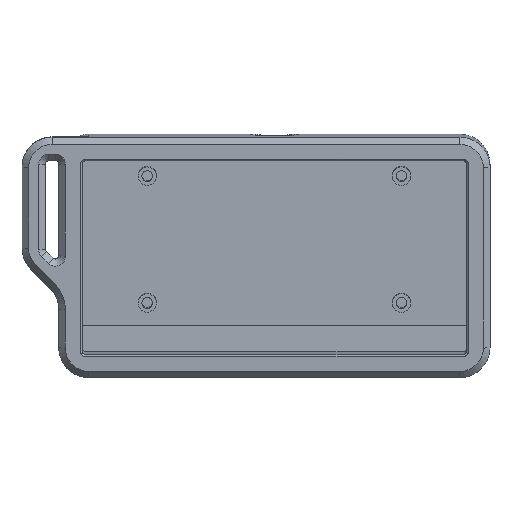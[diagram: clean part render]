
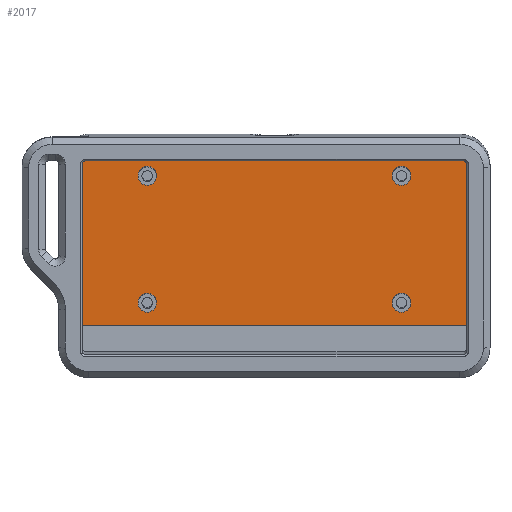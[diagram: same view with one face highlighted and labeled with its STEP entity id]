
A CAD part, top view. The second image highlights one B-rep face of the part: STEP entity #2017.
In plain terms, the highlighted planar face has unit normal (0, -0.052, 0.999).
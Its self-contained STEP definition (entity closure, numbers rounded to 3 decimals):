
#82=FACE_BOUND('',#315,.T.);
#83=FACE_BOUND('',#316,.T.);
#84=FACE_BOUND('',#317,.T.);
#85=FACE_BOUND('',#318,.T.);
#104=PLANE('',#2192);
#182=FACE_OUTER_BOUND('',#314,.T.);
#314=EDGE_LOOP('',(#1478,#1479,#1480,#1481,#1482,#1483,#1484,#1485,#1486,
#1487));
#315=EDGE_LOOP('',(#1488));
#316=EDGE_LOOP('',(#1489));
#317=EDGE_LOOP('',(#1490));
#318=EDGE_LOOP('',(#1491));
#449=LINE('',#3085,#639);
#452=LINE('',#3095,#642);
#453=LINE('',#3097,#643);
#454=LINE('',#3101,#644);
#455=LINE('',#3103,#645);
#456=LINE('',#3105,#646);
#457=LINE('',#3109,#647);
#458=LINE('',#3110,#648);
#639=VECTOR('',#2495,10.);
#642=VECTOR('',#2504,10.);
#643=VECTOR('',#2505,10.);
#644=VECTOR('',#2508,10.);
#645=VECTOR('',#2509,10.);
#646=VECTOR('',#2510,10.);
#647=VECTOR('',#2513,10.);
#648=VECTOR('',#2514,10.);
#803=CIRCLE('',#2143,2.75);
#805=CIRCLE('',#2147,2.75);
#807=CIRCLE('',#2151,2.75);
#809=CIRCLE('',#2155,2.75);
#827=CIRCLE('',#2193,1.);
#828=CIRCLE('',#2194,1.);
#884=VERTEX_POINT('',#2963);
#886=VERTEX_POINT('',#2970);
#888=VERTEX_POINT('',#2977);
#890=VERTEX_POINT('',#2984);
#921=VERTEX_POINT('',#3082);
#922=VERTEX_POINT('',#3084);
#926=VERTEX_POINT('',#3094);
#927=VERTEX_POINT('',#3096);
#928=VERTEX_POINT('',#3098);
#929=VERTEX_POINT('',#3100);
#930=VERTEX_POINT('',#3102);
#931=VERTEX_POINT('',#3104);
#932=VERTEX_POINT('',#3106);
#933=VERTEX_POINT('',#3108);
#1069=EDGE_CURVE('',#884,#884,#803,.T.);
#1072=EDGE_CURVE('',#886,#886,#805,.T.);
#1075=EDGE_CURVE('',#888,#888,#807,.T.);
#1078=EDGE_CURVE('',#890,#890,#809,.T.);
#1125=EDGE_CURVE('',#922,#921,#449,.T.);
#1130=EDGE_CURVE('',#926,#921,#452,.T.);
#1131=EDGE_CURVE('',#926,#927,#453,.T.);
#1132=EDGE_CURVE('',#927,#928,#827,.T.);
#1133=EDGE_CURVE('',#928,#929,#454,.T.);
#1134=EDGE_CURVE('',#929,#930,#455,.T.);
#1135=EDGE_CURVE('',#930,#931,#456,.T.);
#1136=EDGE_CURVE('',#931,#932,#828,.T.);
#1137=EDGE_CURVE('',#932,#933,#457,.T.);
#1138=EDGE_CURVE('',#933,#922,#458,.T.);
#1478=ORIENTED_EDGE('',*,*,#1125,.T.);
#1479=ORIENTED_EDGE('',*,*,#1130,.F.);
#1480=ORIENTED_EDGE('',*,*,#1131,.T.);
#1481=ORIENTED_EDGE('',*,*,#1132,.T.);
#1482=ORIENTED_EDGE('',*,*,#1133,.T.);
#1483=ORIENTED_EDGE('',*,*,#1134,.T.);
#1484=ORIENTED_EDGE('',*,*,#1135,.T.);
#1485=ORIENTED_EDGE('',*,*,#1136,.T.);
#1486=ORIENTED_EDGE('',*,*,#1137,.T.);
#1487=ORIENTED_EDGE('',*,*,#1138,.T.);
#1488=ORIENTED_EDGE('',*,*,#1069,.T.);
#1489=ORIENTED_EDGE('',*,*,#1072,.T.);
#1490=ORIENTED_EDGE('',*,*,#1075,.T.);
#1491=ORIENTED_EDGE('',*,*,#1078,.T.);
#2017=ADVANCED_FACE('',(#182,#82,#83,#84,#85),#104,.F.);
#2143=AXIS2_PLACEMENT_3D('',#2964,#2371,#2372);
#2147=AXIS2_PLACEMENT_3D('',#2971,#2380,#2381);
#2151=AXIS2_PLACEMENT_3D('',#2978,#2389,#2390);
#2155=AXIS2_PLACEMENT_3D('',#2985,#2398,#2399);
#2192=AXIS2_PLACEMENT_3D('',#3093,#2502,#2503);
#2193=AXIS2_PLACEMENT_3D('',#3099,#2506,#2507);
#2194=AXIS2_PLACEMENT_3D('',#3107,#2511,#2512);
#2371=DIRECTION('center_axis',(0.,0.052,
-0.999));
#2372=DIRECTION('ref_axis',(1.,0.,0.));
#2380=DIRECTION('center_axis',(0.,0.052,
-0.999));
#2381=DIRECTION('ref_axis',(1.,0.,0.));
#2389=DIRECTION('center_axis',(0.,0.052,
-0.999));
#2390=DIRECTION('ref_axis',(1.,0.,0.));
#2398=DIRECTION('center_axis',(0.,0.052,
-0.999));
#2399=DIRECTION('ref_axis',(1.,0.,0.));
#2495=DIRECTION('',(-1.,0.,0.));
#2502=DIRECTION('center_axis',(0.,0.052,
-0.999));
#2503=DIRECTION('ref_axis',(1.,0.,0.));
#2504=DIRECTION('',(0.,0.999,0.052));
#2505=DIRECTION('',(-1.,0.,0.));
#2506=DIRECTION('center_axis',(0.,-0.052,
0.999));
#2507=DIRECTION('ref_axis',(-0.707,0.706,0.037));
#2508=DIRECTION('',(0.,-0.999,-0.052));
#2509=DIRECTION('',(1.,0.,0.));
#2510=DIRECTION('',(0.,0.999,0.052));
#2511=DIRECTION('center_axis',(0.,-0.052,
0.999));
#2512=DIRECTION('ref_axis',(0.707,0.706,0.037));
#2513=DIRECTION('',(-1.,0.,0.));
#2514=DIRECTION('',(0.,0.999,0.052));
#2963=CARTESIAN_POINT('',(16.3,14.244,-2.425));
#2964=CARTESIAN_POINT('Origin',(19.05,14.244,-2.425));
#2970=CARTESIAN_POINT('',(92.5,14.244,-2.425));
#2971=CARTESIAN_POINT('Origin',(95.25,14.244,-2.425));
#2977=CARTESIAN_POINT('',(16.3,52.291,-0.431));
#2978=CARTESIAN_POINT('Origin',(19.05,52.291,-0.431));
#2984=CARTESIAN_POINT('',(92.5,52.291,-0.431));
#2985=CARTESIAN_POINT('Origin',(95.25,52.291,-0.431));
#3082=CARTESIAN_POINT('',(53.975,60.041,-0.025));
#3084=CARTESIAN_POINT('',(60.325,60.041,-0.025));
#3085=CARTESIAN_POINT('',(57.15,60.041,-0.025));
#3093=CARTESIAN_POINT('Origin',(57.15,28.512,-1.677));
#3094=CARTESIAN_POINT('',(53.975,57.547,-0.155));
#3095=CARTESIAN_POINT('',(53.975,57.547,-0.155));
#3096=CARTESIAN_POINT('',(0.5,57.547,-0.155));
#3097=CARTESIAN_POINT('',(85.975,57.547,-0.155));
#3098=CARTESIAN_POINT('',(-0.5,56.548,-0.208));
#3099=CARTESIAN_POINT('Origin',(0.5,56.548,-0.208));
#3100=CARTESIAN_POINT('',(-0.5,7.461,-2.78));
#3101=CARTESIAN_POINT('',(-0.5,43.029,-0.916));
#3102=CARTESIAN_POINT('',(114.8,7.461,-2.78));
#3103=CARTESIAN_POINT('',(57.15,7.461,-2.78));
#3104=CARTESIAN_POINT('',(114.8,56.548,-0.208));
#3105=CARTESIAN_POINT('',(114.8,13.994,-2.438));
#3106=CARTESIAN_POINT('',(113.8,57.547,-0.155));
#3107=CARTESIAN_POINT('Origin',(113.8,56.548,-0.208));
#3108=CARTESIAN_POINT('',(60.325,57.547,-0.155));
#3109=CARTESIAN_POINT('',(85.975,57.547,-0.155));
#3110=CARTESIAN_POINT('',(60.325,57.547,-0.155));
